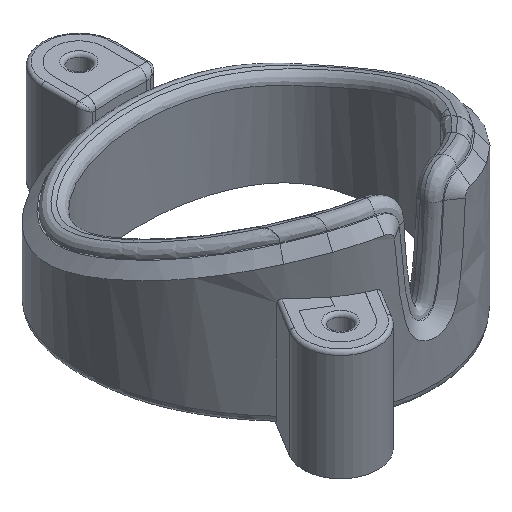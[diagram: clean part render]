
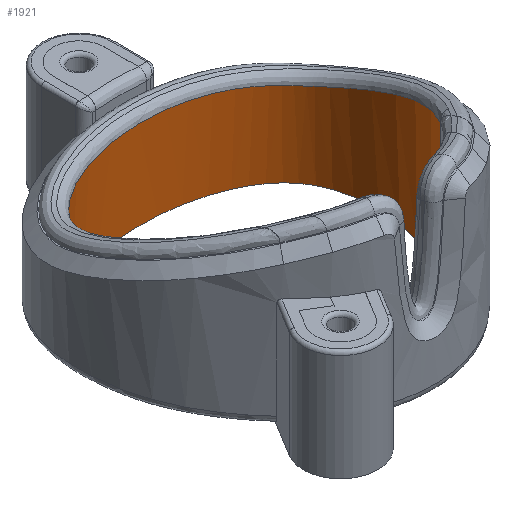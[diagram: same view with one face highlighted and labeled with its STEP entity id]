
A CAD part, isometric view. The second image highlights one B-rep face of the part: STEP entity #1921.
In plain terms, the highlighted free-form (B-spline) face has degree [3, 1] with [19, 2] control points.
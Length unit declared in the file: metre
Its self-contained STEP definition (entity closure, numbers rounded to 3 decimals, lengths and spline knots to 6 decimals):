
#187=B_SPLINE_CURVE_WITH_KNOTS('',3,(#3467,#3468,#3469,#3470,#3471,#3472,
#3473,#3474,#3475,#3476,#3477,#3478,#3479,#3480,#3481,#3482,#3483,#3484,
#3485,#3486,#3487,#3488,#3489,#3490,#3491,#3492,#3493,#3494),
 .UNSPECIFIED.,.F.,.F.,(4,1,1,1,1,1,1,1,1,1,1,1,1,1,1,1,1,1,1,1,1,1,1,1,
1,4),(0.,0.004558,0.006838,0.009117,0.011396,
0.013675,0.015954,0.018233,0.020513,
0.022792,0.025071,0.02735,0.029629,
0.031909,0.036467,0.041025,0.045584,
0.047863,0.050142,0.052421,0.0547,
0.05698,0.059259,0.063817,0.068375,
0.072934),.UNSPECIFIED.);
#188=B_SPLINE_CURVE_WITH_KNOTS('',3,(#3498,#3499,#3500,#3501,#3502,#3503,
#3504,#3505,#3506,#3507,#3508,#3509,#3510),.UNSPECIFIED.,.T.,.F.,(1,3,1,
1,1,1,1,1,1,1,1,3,1),(-0.120571,0.,0.120571,0.217595,
0.31462,0.418791,0.5,0.581209,0.68538,
0.782405,0.879429,1.,1.120571),.UNSPECIFIED.);
#432=ORIENTED_EDGE('',*,*,#968,.F.);
#433=ORIENTED_EDGE('',*,*,#969,.T.);
#434=ORIENTED_EDGE('',*,*,#970,.T.);
#435=ORIENTED_EDGE('',*,*,#971,.F.);
#968=EDGE_CURVE('',#1245,#1246,#1409,.T.);
#969=EDGE_CURVE('',#1245,#1247,#187,.T.);
#970=EDGE_CURVE('',#1247,#1248,#1410,.T.);
#971=EDGE_CURVE('',#1246,#1248,#188,.T.);
#1245=VERTEX_POINT('',#3465);
#1246=VERTEX_POINT('',#3466);
#1247=VERTEX_POINT('',#3495);
#1248=VERTEX_POINT('',#3497);
#1409=LINE('',#3464,#1515);
#1410=LINE('',#3496,#1516);
#1515=VECTOR('',#2238,1.);
#1516=VECTOR('',#2239,1.);
#1632=EDGE_LOOP('',(#432,#433,#434,#435));
#1761=FACE_BOUND('',#1632,.T.);
#1863=B_SPLINE_SURFACE_WITH_KNOTS('',3,1,((#3426,#3427),(#3428,#3429),(#3430,
#3431),(#3432,#3433),(#3434,#3435),(#3436,#3437),(#3438,#3439),(#3440,#3441),
(#3442,#3443),(#3444,#3445),(#3446,#3447),(#3448,#3449),(#3450,#3451),(#3452,
#3453),(#3454,#3455),(#3456,#3457),(#3458,#3459),(#3460,#3461),(#3462,#3463)),
 .SURF_OF_LINEAR_EXTRUSION.,.F.,.F.,.F.,(4,1,1,1,1,1,1,1,1,1,1,1,1,1,1,
1,4),(2,2),(0.656944,0.699826,0.742708,0.78559,
0.828472,0.871354,0.914236,0.957118,
1.,1.042882,1.085764,1.128646,1.171528,
1.21441,1.257292,1.300174,1.343056),(0.,
1.),.UNSPECIFIED.);
#1921=ADVANCED_FACE('',(#1761),#1863,.T.);
#2238=DIRECTION('',(0.,0.,-1.));
#2239=DIRECTION('',(0.,0.,-1.));
#3426=CARTESIAN_POINT('',(0.01141,-0.00871,0.016816));
#3427=CARTESIAN_POINT('',(0.01141,-0.00871,0.));
#3428=CARTESIAN_POINT('',(0.012303,-0.007535,0.016816));
#3429=CARTESIAN_POINT('',(0.012303,-0.007535,0.));
#3430=CARTESIAN_POINT('',(0.013842,-0.00508,0.016816));
#3431=CARTESIAN_POINT('',(0.013842,-0.00508,0.));
#3432=CARTESIAN_POINT('',(0.015179,-0.001384,0.016816));
#3433=CARTESIAN_POINT('',(0.015179,-0.001384,0.));
#3434=CARTESIAN_POINT('',(0.015687,0.00249,0.016816));
#3435=CARTESIAN_POINT('',(0.015687,0.00249,0.));
#3436=CARTESIAN_POINT('',(0.015405,0.006586,0.016816));
#3437=CARTESIAN_POINT('',(0.015405,0.006586,0.));
#3438=CARTESIAN_POINT('',(0.013832,0.010332,0.016816));
#3439=CARTESIAN_POINT('',(0.013832,0.010332,0.));
#3440=CARTESIAN_POINT('',(0.010373,0.013132,0.016816));
#3441=CARTESIAN_POINT('',(0.010373,0.013132,0.));
#3442=CARTESIAN_POINT('',(0.005521,0.014848,0.016816));
#3443=CARTESIAN_POINT('',(0.005521,0.014848,0.));
#3444=CARTESIAN_POINT('',(0.,0.015441,0.016816));
#3445=CARTESIAN_POINT('',(0.,0.015441,0.));
#3446=CARTESIAN_POINT('',(-0.005521,0.014848,0.016816));
#3447=CARTESIAN_POINT('',(-0.005521,0.014848,0.));
#3448=CARTESIAN_POINT('',(-0.010373,0.013132,0.016816));
#3449=CARTESIAN_POINT('',(-0.010373,0.013132,0.));
#3450=CARTESIAN_POINT('',(-0.013832,0.010332,0.016816));
#3451=CARTESIAN_POINT('',(-0.013832,0.010332,0.));
#3452=CARTESIAN_POINT('',(-0.015405,0.006586,0.016816));
#3453=CARTESIAN_POINT('',(-0.015405,0.006586,0.));
#3454=CARTESIAN_POINT('',(-0.015687,0.00249,0.016816));
#3455=CARTESIAN_POINT('',(-0.015687,0.00249,0.));
#3456=CARTESIAN_POINT('',(-0.015179,-0.001384,0.016816));
#3457=CARTESIAN_POINT('',(-0.015179,-0.001384,0.));
#3458=CARTESIAN_POINT('',(-0.013842,-0.00508,0.016816));
#3459=CARTESIAN_POINT('',(-0.013842,-0.00508,0.));
#3460=CARTESIAN_POINT('',(-0.012303,-0.007535,0.016816));
#3461=CARTESIAN_POINT('',(-0.012303,-0.007535,0.));
#3462=CARTESIAN_POINT('',(-0.01141,-0.00871,0.016816));
#3463=CARTESIAN_POINT('',(-0.01141,-0.00871,0.));
#3464=CARTESIAN_POINT('',(0.01141,-0.00871,0.022));
#3465=CARTESIAN_POINT('',(0.01141,-0.00871,0.016716));
#3466=CARTESIAN_POINT('',(0.01141,-0.00871,0.));
#3467=CARTESIAN_POINT('',(0.01141,-0.00871,0.016716));
#3468=CARTESIAN_POINT('',(0.012283,-0.007561,0.016242));
#3469=CARTESIAN_POINT('',(0.013433,-0.00575,0.015503));
#3470=CARTESIAN_POINT('',(0.014538,-0.003171,0.014458));
#3471=CARTESIAN_POINT('',(0.01514,-0.001122,0.013633));
#3472=CARTESIAN_POINT('',(0.015484,0.000954,0.012799));
#3473=CARTESIAN_POINT('',(0.015602,0.003044,0.01198));
#3474=CARTESIAN_POINT('',(0.015491,0.005171,0.011184));
#3475=CARTESIAN_POINT('',(0.015051,0.007308,0.010483));
#3476=CARTESIAN_POINT('',(0.01417,0.009381,0.009996));
#3477=CARTESIAN_POINT('',(0.012734,0.011207,0.00991));
#3478=CARTESIAN_POINT('',(0.010917,0.012576,0.010055));
#3479=CARTESIAN_POINT('',(0.008875,0.013616,0.01021));
#3480=CARTESIAN_POINT('',(0.006748,0.01436,0.010331));
#3481=CARTESIAN_POINT('',(0.003788,0.015048,0.010442));
#3482=CARTESIAN_POINT('',(-0.000028,0.015374,0.010493));
#3483=CARTESIAN_POINT('',(-0.004511,0.014983,0.010433));
#3484=CARTESIAN_POINT('',(-0.008189,0.013963,0.010262));
#3485=CARTESIAN_POINT('',(-0.0109,0.012587,0.010056));
#3486=CARTESIAN_POINT('',(-0.01273,0.011211,0.00991));
#3487=CARTESIAN_POINT('',(-0.01416,0.009397,0.009994));
#3488=CARTESIAN_POINT('',(-0.015045,0.007328,0.010477));
#3489=CARTESIAN_POINT('',(-0.015486,0.00521,0.01117));
#3490=CARTESIAN_POINT('',(-0.01564,0.002351,0.012238));
#3491=CARTESIAN_POINT('',(-0.015269,-0.001122,0.013631));
#3492=CARTESIAN_POINT('',(-0.013814,-0.005165,0.015264));
#3493=CARTESIAN_POINT('',(-0.012284,-0.007559,0.016241));
#3494=CARTESIAN_POINT('',(-0.01141,-0.00871,0.016716));
#3495=CARTESIAN_POINT('',(-0.01141,-0.00871,0.016716));
#3496=CARTESIAN_POINT('',(-0.01141,-0.00871,0.022));
#3497=CARTESIAN_POINT('',(-0.01141,-0.00871,0.));
#3498=CARTESIAN_POINT('',(0.,0.015244,0.));
#3499=CARTESIAN_POINT('',(-0.005175,0.015244,0.));
#3500=CARTESIAN_POINT('',(-0.014516,0.012425,0.));
#3501=CARTESIAN_POINT('',(-0.016196,0.002019,0.));
#3502=CARTESIAN_POINT('',(-0.01378,-0.006542,0.));
#3503=CARTESIAN_POINT('',(-0.006528,-0.014509,0.));
#3504=CARTESIAN_POINT('',(0.,-0.015963,0.));
#3505=CARTESIAN_POINT('',(0.006528,-0.014509,0.));
#3506=CARTESIAN_POINT('',(0.01378,-0.006542,0.));
#3507=CARTESIAN_POINT('',(0.016196,0.002019,0.));
#3508=CARTESIAN_POINT('',(0.014516,0.012425,0.));
#3509=CARTESIAN_POINT('',(0.005175,0.015244,0.));
#3510=CARTESIAN_POINT('',(0.,0.015244,0.));
